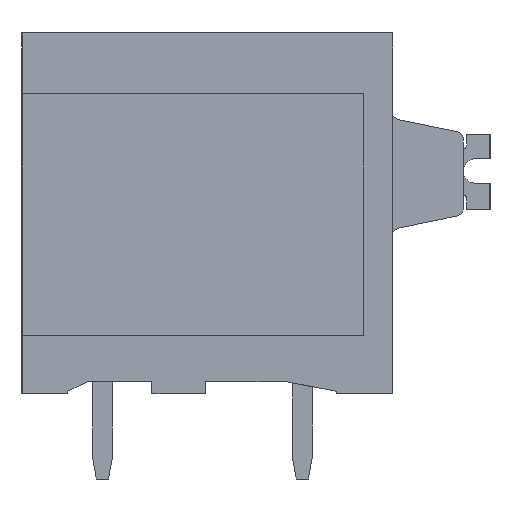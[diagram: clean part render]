
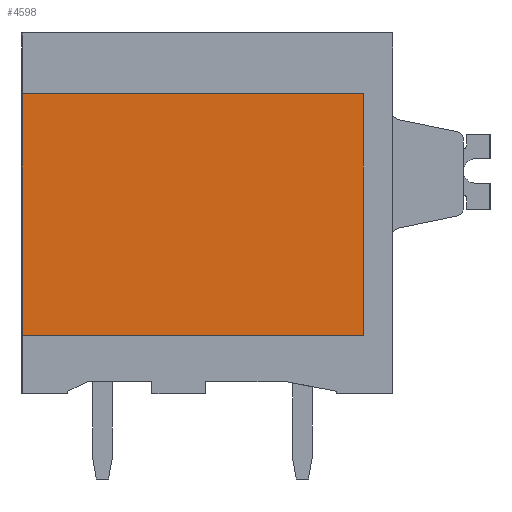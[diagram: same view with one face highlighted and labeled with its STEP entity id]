
A CAD part, left-side view. The second image highlights one B-rep face of the part: STEP entity #4598.
In plain terms, the highlighted planar face has unit normal (-1, 0, 0).
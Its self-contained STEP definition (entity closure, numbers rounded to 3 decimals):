
#4578=AXIS2_PLACEMENT_3D('Plane Axis2P3D',#4575,#4576,#4577) ;
#951=CARTESIAN_POINT('Vertex',(1.1,19.2,5.9)) ;
#954=CARTESIAN_POINT('Line Origine',(1.1,19.2,10.85)) ;
#958=CARTESIAN_POINT('Vertex',(1.1,19.2,15.8)) ;
#4559=CARTESIAN_POINT('Vertex',(1.1,5.2,5.9)) ;
#4562=CARTESIAN_POINT('Line Origine',(1.1,12.2,5.9)) ;
#4575=CARTESIAN_POINT('Axis2P3D Location',(1.1,0.,0.)) ;
#4580=CARTESIAN_POINT('Line Origine',(1.1,5.2,10.85)) ;
#4584=CARTESIAN_POINT('Vertex',(1.1,5.2,15.8)) ;
#4587=CARTESIAN_POINT('Line Origine',(1.1,12.2,15.8)) ;
#955=DIRECTION('Vector Direction',(0.,0.,1.)) ;
#4563=DIRECTION('Vector Direction',(0.,1.,0.)) ;
#4576=DIRECTION('Axis2P3D Direction',(-1.,0.,0.)) ;
#4577=DIRECTION('Axis2P3D XDirection',(0.,-1.,0.)) ;
#4581=DIRECTION('Vector Direction',(0.,0.,1.)) ;
#4588=DIRECTION('Vector Direction',(0.,1.,0.)) ;
#956=VECTOR('Line Direction',#955,1.) ;
#4564=VECTOR('Line Direction',#4563,1.) ;
#4582=VECTOR('Line Direction',#4581,1.) ;
#4589=VECTOR('Line Direction',#4588,1.) ;
#4593=ORIENTED_EDGE('',*,*,#4566,.F.) ;
#4594=ORIENTED_EDGE('',*,*,#4586,.T.) ;
#4595=ORIENTED_EDGE('',*,*,#4591,.T.) ;
#4596=ORIENTED_EDGE('',*,*,#960,.F.) ;
#4598=ADVANCED_FACE('_LMF 5.08/19/90 3.5SN OR BX 1330900000',(#4597),#4579,.T.) ;
#960=EDGE_CURVE('',#952,#959,#957,.T.) ;
#4566=EDGE_CURVE('',#4560,#952,#4565,.T.) ;
#4586=EDGE_CURVE('',#4560,#4585,#4583,.T.) ;
#4591=EDGE_CURVE('',#4585,#959,#4590,.T.) ;
#4592=EDGE_LOOP('',(#4593,#4594,#4595,#4596)) ;
#4597=FACE_OUTER_BOUND('',#4592,.T.) ;
#957=LINE('Line',#954,#956) ;
#4565=LINE('Line',#4562,#4564) ;
#4583=LINE('Line',#4580,#4582) ;
#4590=LINE('Line',#4587,#4589) ;
#4579=PLANE('',#4578) ;
#952=VERTEX_POINT('',#951) ;
#959=VERTEX_POINT('',#958) ;
#4560=VERTEX_POINT('',#4559) ;
#4585=VERTEX_POINT('',#4584) ;
